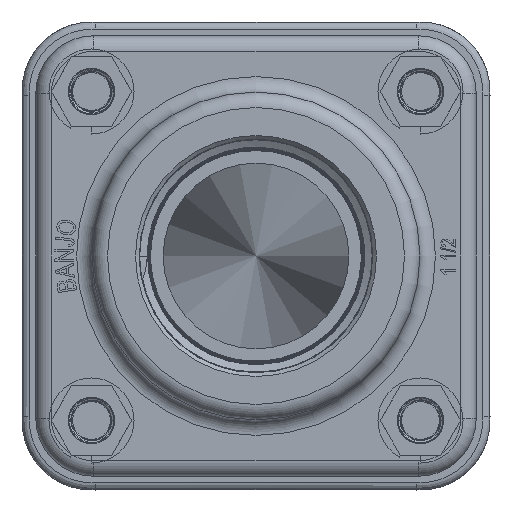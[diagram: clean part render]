
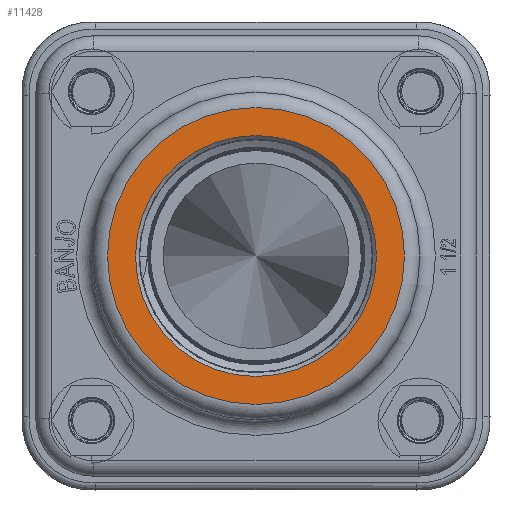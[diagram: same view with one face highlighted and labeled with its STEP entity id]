
A CAD part, left-side view. The second image highlights one B-rep face of the part: STEP entity #11428.
In plain terms, the highlighted planar face has unit normal (-1, 0, 0).
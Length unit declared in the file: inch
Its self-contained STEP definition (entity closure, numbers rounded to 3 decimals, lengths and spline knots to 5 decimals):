
#355=FACE_BOUND('',#2107,.T.);
#583=PLANE('',#12307);
#827=CIRCLE('',#12305,1.2);
#828=CIRCLE('',#12306,1.2);
#829=CIRCLE('',#12308,0.97396);
#830=CIRCLE('',#12309,0.97396);
#1406=FACE_OUTER_BOUND('',#2106,.T.);
#2106=EDGE_LOOP('',(#8420,#8421));
#2107=EDGE_LOOP('',(#8422,#8423));
#5062=VERTEX_POINT('',#18242);
#5063=VERTEX_POINT('',#18244);
#5064=VERTEX_POINT('',#18248);
#5065=VERTEX_POINT('',#18249);
#6315=EDGE_CURVE('',#5062,#5063,#827,.T.);
#6316=EDGE_CURVE('',#5063,#5062,#828,.T.);
#6317=EDGE_CURVE('',#5064,#5065,#829,.T.);
#6318=EDGE_CURVE('',#5065,#5064,#830,.T.);
#8420=ORIENTED_EDGE('',*,*,#6316,.F.);
#8421=ORIENTED_EDGE('',*,*,#6315,.F.);
#8422=ORIENTED_EDGE('',*,*,#6317,.T.);
#8423=ORIENTED_EDGE('',*,*,#6318,.T.);
#11428=ADVANCED_FACE('',(#1406,#355),#583,.T.);
#12305=AXIS2_PLACEMENT_3D('',#18245,#13783,#13784);
#12306=AXIS2_PLACEMENT_3D('',#18246,#13785,#13786);
#12307=AXIS2_PLACEMENT_3D('',#18247,#13787,#13788);
#12308=AXIS2_PLACEMENT_3D('',#18250,#13789,#13790);
#12309=AXIS2_PLACEMENT_3D('',#18251,#13791,#13792);
#13783=DIRECTION('center_axis',(1.,0.,0.));
#13784=DIRECTION('ref_axis',(0.,-1.,0.));
#13785=DIRECTION('center_axis',(1.,0.,0.));
#13786=DIRECTION('ref_axis',(0.,-1.,0.));
#13787=DIRECTION('center_axis',(-1.,0.,0.));
#13788=DIRECTION('ref_axis',(0.,0.,1.));
#13789=DIRECTION('center_axis',(1.,0.,0.));
#13790=DIRECTION('ref_axis',(0.,0.,-1.));
#13791=DIRECTION('center_axis',(1.,0.,0.));
#13792=DIRECTION('ref_axis',(0.,0.,-1.));
#18242=CARTESIAN_POINT('',(0.,0.,1.2));
#18244=CARTESIAN_POINT('',(0.,1.2,0.));
#18245=CARTESIAN_POINT('Origin',(0.,0.,0.));
#18246=CARTESIAN_POINT('Origin',(0.,0.,0.));
#18247=CARTESIAN_POINT('Origin',(0.,1.325,0.));
#18248=CARTESIAN_POINT('',(0.,0.97396,0.));
#18249=CARTESIAN_POINT('',(0.,-0.97396,0.));
#18250=CARTESIAN_POINT('Origin',(0.,0.,0.));
#18251=CARTESIAN_POINT('Origin',(0.,0.,0.));
